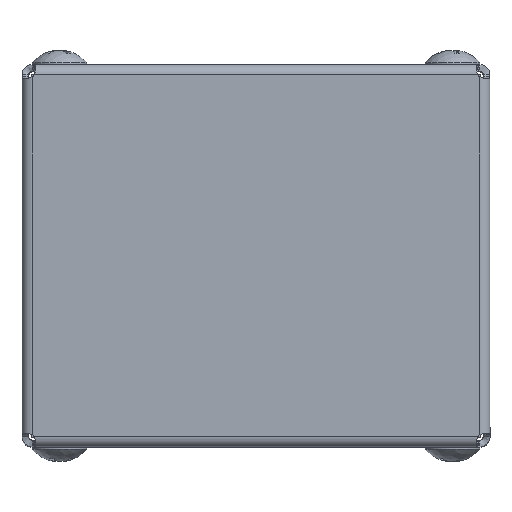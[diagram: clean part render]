
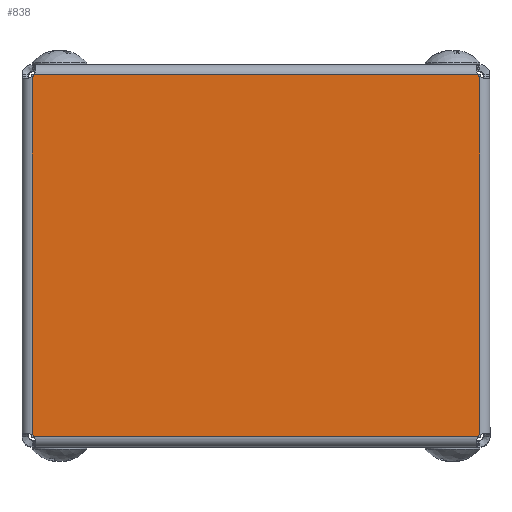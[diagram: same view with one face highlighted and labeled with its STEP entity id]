
A CAD part, top view. The second image highlights one B-rep face of the part: STEP entity #838.
In plain terms, the highlighted planar face has unit normal (0, 0, 1).
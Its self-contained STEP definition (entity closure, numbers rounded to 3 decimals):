
#763=CARTESIAN_POINT('',(-34.747,-28.397,0.0));
#764=DIRECTION('',(0.0,0.0,1.0));
#765=DIRECTION('',(1.0,0.0,0.0));
#766=AXIS2_PLACEMENT_3D('',#763,#764,#765);
#767=PLANE('',#766);
#768=CARTESIAN_POINT('',(32.925,26.873,0.));
#769=VERTEX_POINT('',#768);
#770=CARTESIAN_POINT('',(33.223,26.575,0.));
#771=VERTEX_POINT('',#770);
#772=CARTESIAN_POINT('',(33.96,27.61,0.0));
#773=DIRECTION('',(0.0,0.0,1.0));
#774=DIRECTION('',(0.0,-1.0,0.0));
#775=AXIS2_PLACEMENT_3D('',#772,#773,#774);
#776=CIRCLE('',#775,1.27);
#777=EDGE_CURVE('',#769,#771,#776,.T.);
#778=ORIENTED_EDGE('',*,*,#777,.F.);
#779=CARTESIAN_POINT('',(-32.925,26.873,0.));
#780=VERTEX_POINT('',#779);
#781=CARTESIAN_POINT('',(32.925,26.873,0.));
#782=DIRECTION('',(-1.0,0.0,0.0));
#783=VECTOR('',#782,65.851);
#784=LINE('',#781,#783);
#785=EDGE_CURVE('',#769,#780,#784,.T.);
#786=ORIENTED_EDGE('',*,*,#785,.T.);
#787=CARTESIAN_POINT('',(-33.223,26.575,0.));
#788=VERTEX_POINT('',#787);
#789=CARTESIAN_POINT('',(-33.96,27.61,0.));
#790=DIRECTION('',(0.0,0.0,1.0));
#791=DIRECTION('',(-1.0,0.0,0.0));
#792=AXIS2_PLACEMENT_3D('',#789,#790,#791);
#793=CIRCLE('',#792,1.27);
#794=EDGE_CURVE('',#788,#780,#793,.T.);
#795=ORIENTED_EDGE('',*,*,#794,.F.);
#796=CARTESIAN_POINT('',(-33.223,-26.575,0.));
#797=VERTEX_POINT('',#796);
#798=CARTESIAN_POINT('',(-33.223,26.575,0.0));
#799=DIRECTION('',(0.0,-1.0,0.0));
#800=VECTOR('',#799,53.15);
#801=LINE('',#798,#800);
#802=EDGE_CURVE('',#788,#797,#801,.T.);
#803=ORIENTED_EDGE('',*,*,#802,.T.);
#804=CARTESIAN_POINT('',(-32.925,-26.873,0.));
#805=VERTEX_POINT('',#804);
#806=CARTESIAN_POINT('',(-33.96,-27.61,0.0));
#807=DIRECTION('',(0.0,0.0,1.0));
#808=DIRECTION('',(0.0,1.0,0.0));
#809=AXIS2_PLACEMENT_3D('',#806,#807,#808);
#810=CIRCLE('',#809,1.27);
#811=EDGE_CURVE('',#805,#797,#810,.T.);
#812=ORIENTED_EDGE('',*,*,#811,.F.);
#813=CARTESIAN_POINT('',(32.925,-26.873,0.));
#814=VERTEX_POINT('',#813);
#815=CARTESIAN_POINT('',(-32.925,-26.873,0.0));
#816=DIRECTION('',(1.0,0.0,0.0));
#817=VECTOR('',#816,65.851);
#818=LINE('',#815,#817);
#819=EDGE_CURVE('',#805,#814,#818,.T.);
#820=ORIENTED_EDGE('',*,*,#819,.T.);
#821=CARTESIAN_POINT('',(33.223,-26.575,0.));
#822=VERTEX_POINT('',#821);
#823=CARTESIAN_POINT('',(33.96,-27.61,0.0));
#824=DIRECTION('',(0.0,0.0,1.0));
#825=DIRECTION('',(1.0,0.0,0.0));
#826=AXIS2_PLACEMENT_3D('',#823,#824,#825);
#827=CIRCLE('',#826,1.27);
#828=EDGE_CURVE('',#822,#814,#827,.T.);
#829=ORIENTED_EDGE('',*,*,#828,.F.);
#830=CARTESIAN_POINT('',(33.223,-26.575,0.0));
#831=DIRECTION('',(0.0,1.0,0.0));
#832=VECTOR('',#831,53.15);
#833=LINE('',#830,#832);
#834=EDGE_CURVE('',#822,#771,#833,.T.);
#835=ORIENTED_EDGE('',*,*,#834,.T.);
#836=EDGE_LOOP('',(#778,#786,#795,#803,#812,#820,#829,#835));
#837=FACE_OUTER_BOUND('',#836,.T.);
#838=ADVANCED_FACE('',(#837),#767,.T.);
